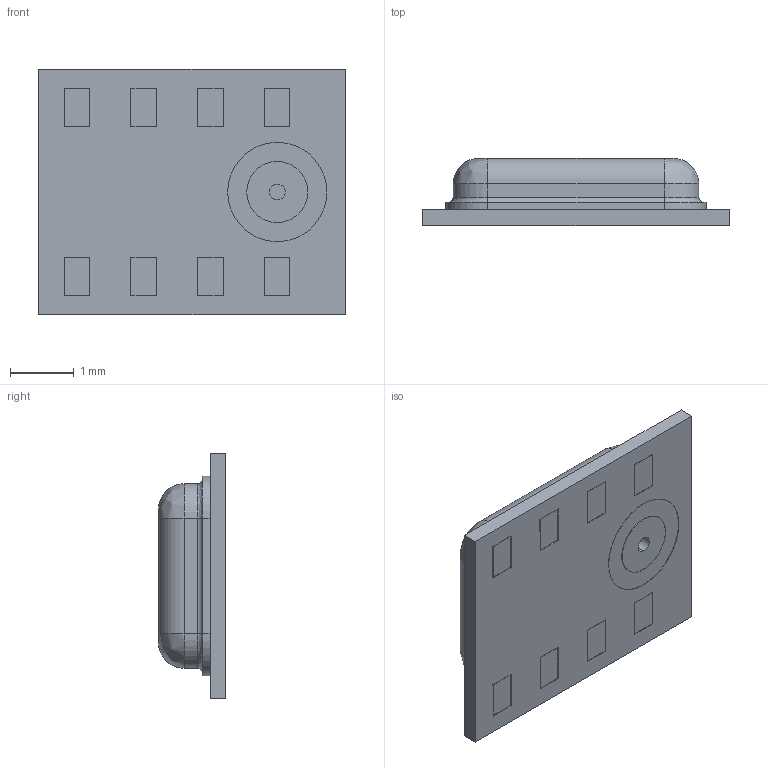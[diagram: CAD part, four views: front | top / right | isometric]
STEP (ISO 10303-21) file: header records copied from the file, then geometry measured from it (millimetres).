
FILE_DESCRIPTION (( 'STEP AP214' ), '1' );
FILE_NAME ('User Library-inmp441_b.STEP', '2019-03-11T05:29:13', ( '' ), ( '' ), 'SwSTEP 2.0', 'SolidWorks 2019', '' );
FILE_SCHEMA (( 'AUTOMOTIVE_DESIGN' ));
Length unit declared in the file: millimetre
Products named in the file (1): User Library-inmp441_b
Bounding box: 4.82 x 1.05 x 3.86 mm (x, y, z)
Volume: 13.1 mm3; surface area: 49.6 mm2
Topology: 1 solids, 1 shells, 92 faces, 212 edges, 136 vertices
Faces by surface type: plane 60, cylinder 24, bspline 8
Entity records: 3762 total; most frequent: CARTESIAN_POINT 633, ORIENTED_EDGE 424, DIRECTION 422, EDGE_CURVE 212, LINE 156, VECTOR 156, VERTEX_POINT 136, AXIS2_PLACEMENT_3D 133
